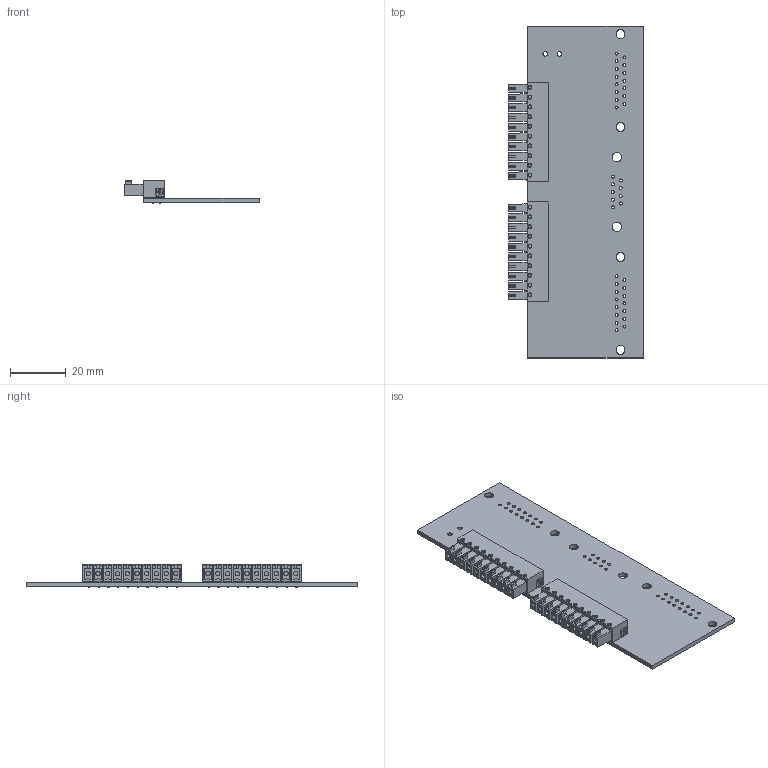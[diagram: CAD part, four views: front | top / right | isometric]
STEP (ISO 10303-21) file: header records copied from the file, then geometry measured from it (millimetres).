
FILE_DESCRIPTION(('KiCad electronic assembly'),'2;1');
FILE_NAME('EM7004-Maho-AxisAdaptor.step','2024-04-15T12:30:22',('Pcbnew' ),('Kicad'),'Open CASCADE STEP processor 7.7', 'KiCad to STEP converter','Unknown');
FILE_SCHEMA(('AUTOMOTIVE_DESIGN { 1 0 10303 214 1 1 1 1 }'));
Length unit declared in the file: millimetre
Products named in the file (4): EM7004-Maho-AxisAdaptor 1; 1830498; EM7004-Maho-AxisAdaptor_PCB
Assembly tree (4 placements, depth 3):
  EM7004-Maho-AxisAdaptor 1
    1830498  x2
      1830498
    EM7004-Maho-AxisAdaptor_PCB
Bounding box: 48.33 x 119.18 x 8.29 mm (x, y, z)
Volume: 12733.9 mm3; surface area: 15455.7 mm2
Topology: 3 solids, 3 shells, 1359 faces, 3605 edges, 2380 vertices
Faces by surface type: plane 726, cylinder 593, cone 40
Full cylindrical faces by diameter (mm): 1.09 x30, 1.1 x9, 1.2 x40, 1.6 x2, 3.2 x4, 3.25 x2
Entity records: 29485 total; most frequent: CARTESIAN_POINT 8151, DIRECTION 4004, ORIENTED_EDGE 3878, EDGE_CURVE 1939, AXIS2_PLACEMENT_3D 1414, VERTEX_POINT 1281, LINE 1176, VECTOR 1176
